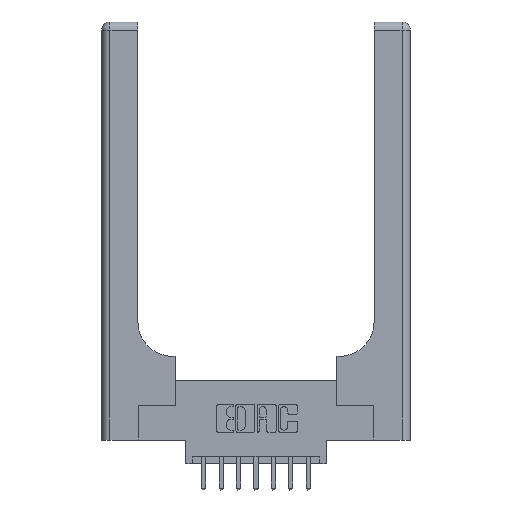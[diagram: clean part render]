
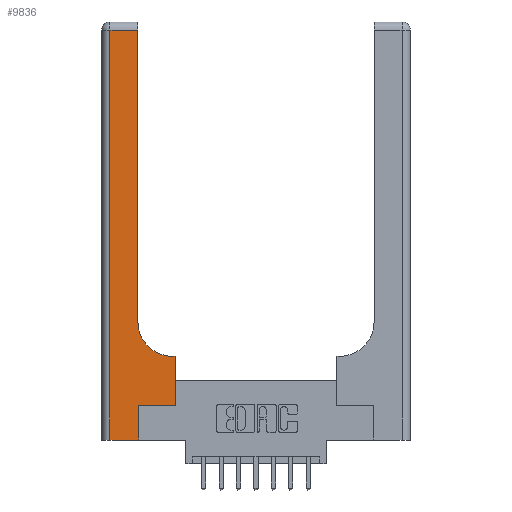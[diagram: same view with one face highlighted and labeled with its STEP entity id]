
A CAD part, top view. The second image highlights one B-rep face of the part: STEP entity #9836.
In plain terms, the highlighted planar face has unit normal (0, 0, 1).
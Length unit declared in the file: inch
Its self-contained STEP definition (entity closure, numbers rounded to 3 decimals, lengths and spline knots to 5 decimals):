
#86 = DIRECTION ( 'NONE',  ( -1., 0., 0. ) ) ;
#137 = VECTOR ( 'NONE', #14091, 39.37008 ) ;
#154 = LINE ( 'NONE', #187, #137 ) ;
#187 = CARTESIAN_POINT ( 'NONE',  ( 0., 2.94, 0.37 ) ) ;
#408 = VECTOR ( 'NONE', #2342, 39.37008 ) ;
#799 = LINE ( 'NONE', #6252, #408 ) ;
#824 = VECTOR ( 'NONE', #10083, 39.37008 ) ;
#872 = LINE ( 'NONE', #10189, #824 ) ;
#1174 = ORIENTED_EDGE ( 'NONE', *, *, #12614, .T. ) ;
#1219 = VECTOR ( 'NONE', #5299, 39.37008 ) ;
#1230 = LINE ( 'NONE', #7346, #1219 ) ;
#1273 = CARTESIAN_POINT ( 'NONE',  ( 0.51, 0.85, 0.37 ) ) ;
#2036 = DIRECTION ( 'NONE',  ( 0., 1., 0. ) ) ;
#2136 = EDGE_CURVE ( 'NONE', #13128, #6655, #872, .T. ) ;
#2138 = CARTESIAN_POINT ( 'NONE',  ( 0.26, 0.85, 0.37 ) ) ;
#2248 = ORIENTED_EDGE ( 'NONE', *, *, #3508, .T. ) ;
#2319 = EDGE_CURVE ( 'NONE', #13723, #13310, #154, .T. ) ;
#2342 = DIRECTION ( 'NONE',  ( 0., 1., 0. ) ) ;
#2447 = VERTEX_POINT ( 'NONE', #11725 ) ;
#3038 = ORIENTED_EDGE ( 'NONE', *, *, #7912, .T. ) ;
#3083 = VECTOR ( 'NONE', #3547, 39.37008 ) ;
#3216 = EDGE_CURVE ( 'NONE', #6655, #2447, #4092, .T. ) ;
#3508 = EDGE_CURVE ( 'NONE', #5823, #11022, #799, .T. ) ;
#3547 = DIRECTION ( 'NONE',  ( 1., 0., 0. ) ) ;
#3559 = PLANE ( 'NONE',  #14401 ) ;
#3767 = VECTOR ( 'NONE', #2036, 39.37008 ) ;
#3905 = CARTESIAN_POINT ( 'NONE',  ( 0.528, 0.6, 0.37 ) ) ;
#3951 = ORIENTED_EDGE ( 'NONE', *, *, #5736, .T. ) ;
#4092 = LINE ( 'NONE', #8886, #3767 ) ;
#4817 = CARTESIAN_POINT ( 'NONE',  ( 0.06, 3., 0.37 ) ) ;
#5216 = FACE_OUTER_BOUND ( 'NONE', #13707, .T. ) ;
#5242 = VECTOR ( 'NONE', #14297, 39.37008 ) ;
#5289 = DIRECTION ( 'NONE',  ( 0., -1., 0. ) ) ;
#5299 = DIRECTION ( 'NONE',  ( -1., 0., 0. ) ) ;
#5311 = ORIENTED_EDGE ( 'NONE', *, *, #3216, .T. ) ;
#5686 = CIRCLE ( 'NONE', #7969, 0.25 ) ;
#5736 = EDGE_CURVE ( 'NONE', #7689, #7334, #5686, .T. ) ;
#5787 = LINE ( 'NONE', #4817, #13759 ) ;
#5823 = VERTEX_POINT ( 'NONE', #10849 ) ;
#5988 = ORIENTED_EDGE ( 'NONE', *, *, #7229, .T. ) ;
#6252 = CARTESIAN_POINT ( 'NONE',  ( 0.528, 0.25, 0.37 ) ) ;
#6400 = EDGE_CURVE ( 'NONE', #11022, #7689, #1230, .T. ) ;
#6655 = VERTEX_POINT ( 'NONE', #8802 ) ;
#6942 = CARTESIAN_POINT ( 'NONE',  ( 0.265, 0.25, 0.37 ) ) ;
#6998 = DIRECTION ( 'NONE',  ( 0., 0., -1. ) ) ;
#7156 = CARTESIAN_POINT ( 'NONE',  ( 0.06, 0., 0.37 ) ) ;
#7229 = EDGE_CURVE ( 'NONE', #13310, #13128, #5787, .T. ) ;
#7334 = VERTEX_POINT ( 'NONE', #2138 ) ;
#7346 = CARTESIAN_POINT ( 'NONE',  ( 0.26, 0.6, 0.37 ) ) ;
#7391 = CARTESIAN_POINT ( 'NONE',  ( 0.26, 2.94, 0.37 ) ) ;
#7689 = VERTEX_POINT ( 'NONE', #9363 ) ;
#7912 = EDGE_CURVE ( 'NONE', #7334, #13723, #8240, .T. ) ;
#7969 = AXIS2_PLACEMENT_3D ( 'NONE', #1273, #8732, #11648 ) ;
#8240 = LINE ( 'NONE', #10985, #5242 ) ;
#8356 = ORIENTED_EDGE ( 'NONE', *, *, #2136, .T. ) ;
#8675 = ORIENTED_EDGE ( 'NONE', *, *, #2319, .T. ) ;
#8732 = DIRECTION ( 'NONE',  ( 0., 0., -1. ) ) ;
#8802 = CARTESIAN_POINT ( 'NONE',  ( 0.265, 0., 0.37 ) ) ;
#8886 = CARTESIAN_POINT ( 'NONE',  ( 0.265, 0., 0.37 ) ) ;
#9072 = CARTESIAN_POINT ( 'NONE',  ( 0.06, 2.94, 0.37 ) ) ;
#9235 = LINE ( 'NONE', #6942, #3083 ) ;
#9363 = CARTESIAN_POINT ( 'NONE',  ( 0.51, 0.6, 0.37 ) ) ;
#9836 = ADVANCED_FACE ( 'NONE', ( #5216 ), #3559, .F. ) ;
#10083 = DIRECTION ( 'NONE',  ( 1., 0., 0. ) ) ;
#10189 = CARTESIAN_POINT ( 'NONE',  ( 0., 0., 0.37 ) ) ;
#10425 = ORIENTED_EDGE ( 'NONE', *, *, #6400, .T. ) ;
#10849 = CARTESIAN_POINT ( 'NONE',  ( 0.528, 0.25, 0.37 ) ) ;
#10985 = CARTESIAN_POINT ( 'NONE',  ( 0.26, 3., 0.37 ) ) ;
#11022 = VERTEX_POINT ( 'NONE', #3905 ) ;
#11648 = DIRECTION ( 'NONE',  ( 1., 0., 0. ) ) ;
#11725 = CARTESIAN_POINT ( 'NONE',  ( 0.265, 0.25, 0.37 ) ) ;
#12614 = EDGE_CURVE ( 'NONE', #2447, #5823, #9235, .T. ) ;
#13128 = VERTEX_POINT ( 'NONE', #7156 ) ;
#13310 = VERTEX_POINT ( 'NONE', #9072 ) ;
#13707 = EDGE_LOOP ( 'NONE', ( #3038, #8675, #5988, #8356, #5311, #1174, #2248, #10425, #3951 ) ) ;
#13723 = VERTEX_POINT ( 'NONE', #7391 ) ;
#13759 = VECTOR ( 'NONE', #5289, 39.37008 ) ;
#13794 = CARTESIAN_POINT ( 'NONE',  ( 0., 3., 0.37 ) ) ;
#14091 = DIRECTION ( 'NONE',  ( -1., 0., 0. ) ) ;
#14297 = DIRECTION ( 'NONE',  ( 0., 1., 0. ) ) ;
#14401 = AXIS2_PLACEMENT_3D ( 'NONE', #13794, #6998, #86 ) ;
